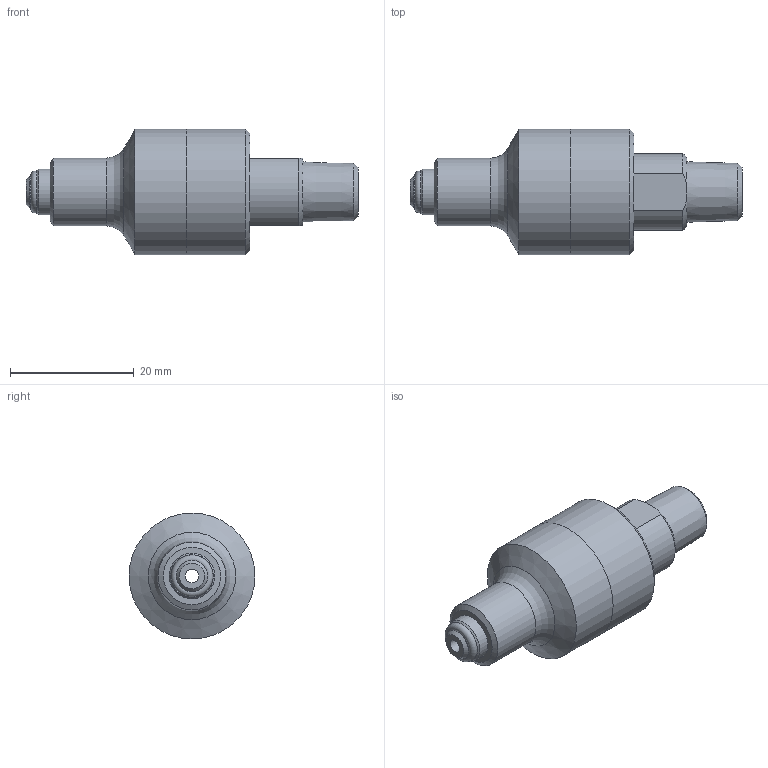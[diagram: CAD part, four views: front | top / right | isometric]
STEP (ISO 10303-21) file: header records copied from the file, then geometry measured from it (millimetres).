
FILE_DESCRIPTION(/* description */ (''),/* implementation_level */ '2;1');
FILE_NAME(/* name */ 'MITH-040022.stp',/* time_stamp */ '2016-05-02T13:51:57-05:00',/* author */ ('scottg'),/* organization */ ('FasTest,Inc.'),/* preprocessor_version */ 'ST-DEVELOPER v16.1',/* originating_system */ 'Autodesk Inventor 2016',/* authorisation */ '');
FILE_SCHEMA (('AUTOMOTIVE_DESIGN { 1 0 10303 214 3 1 1 }'));
Length unit declared in the file: inch
Products named in the file (1): MITH-040022
Bounding box: 53.59 x 20.32 x 20.32 mm (x, y, z)
Volume: 8800.1 mm3; surface area: 3430.6 mm2
Topology: 1 solids, 2 shells, 33 faces, 70 edges, 43 vertices
Faces by surface type: cone 13, cylinder 9, plane 8, torus 3
Full cylindrical faces by diameter (mm): 2.184 x1, 4.14 x1, 4.826 x1, 7.366 x1, 10.947 x1, 20.32 x2
Entity records: 814 total; most frequent: DIRECTION 138, CARTESIAN_POINT 122, ORIENTED_EDGE 88, AXIS2_PLACEMENT_3D 65, EDGE_LOOP 60, EDGE_CURVE 43, VERTEX_POINT 37, FACE_OUTER_BOUND 33
